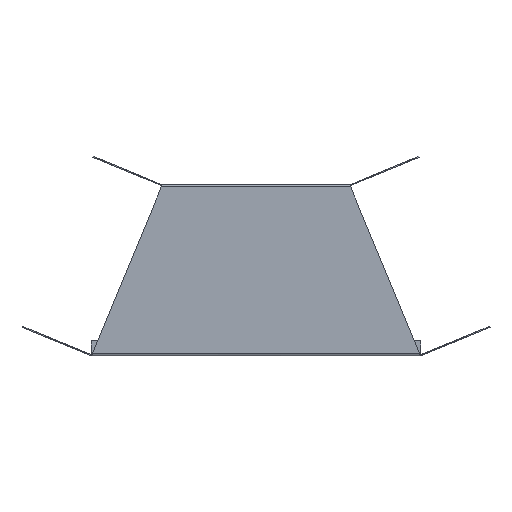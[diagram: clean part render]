
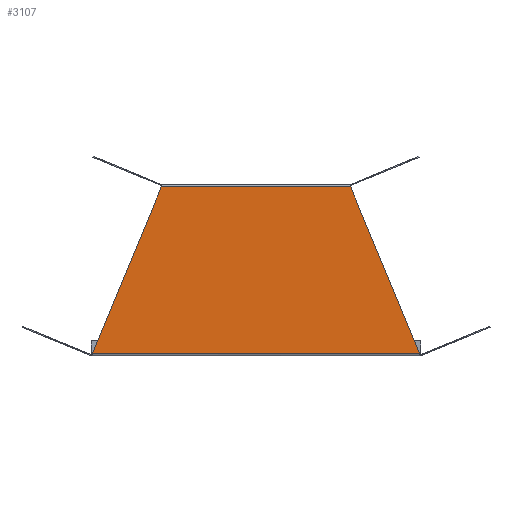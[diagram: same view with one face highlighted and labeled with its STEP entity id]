
A CAD part, front view. The second image highlights one B-rep face of the part: STEP entity #3107.
In plain terms, the highlighted planar face has unit normal (0, -1, 0).
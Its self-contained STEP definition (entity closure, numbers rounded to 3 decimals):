
#144 = CARTESIAN_POINT ( 'NONE',  ( 130.933, 0., 1.7 ) ) ;
#180 = DIRECTION ( 'NONE',  ( 0., 1., 0. ) ) ;
#302 = VECTOR ( 'NONE', #3088, 1000. ) ;
#305 = FACE_OUTER_BOUND ( 'NONE', #4046, .T. ) ;
#572 = AXIS2_PLACEMENT_3D ( 'NONE', #3281, #180, #2573 ) ;
#858 = DIRECTION ( 'NONE',  ( 0.383, 0., -0.924 ) ) ;
#945 = LINE ( 'NONE', #4728, #4696 ) ;
#1019 = ORIENTED_EDGE ( 'NONE', *, *, #4150, .T. ) ;
#1102 = CARTESIAN_POINT ( 'NONE',  ( -131.637, 0., 1.7 ) ) ;
#1181 = DIRECTION ( 'NONE',  ( 1., 0., 0. ) ) ;
#1271 = LINE ( 'NONE', #4185, #302 ) ;
#1513 = CARTESIAN_POINT ( 'NONE',  ( -75.704, 0., 135.034 ) ) ;
#1847 = EDGE_CURVE ( 'NONE', #2945, #2343, #3728, .T. ) ;
#2076 = VECTOR ( 'NONE', #1181, 1000. ) ;
#2175 = VERTEX_POINT ( 'NONE', #4210 ) ;
#2343 = VERTEX_POINT ( 'NONE', #1513 ) ;
#2414 = DIRECTION ( 'NONE',  ( 0.383, 0., 0.924 ) ) ;
#2573 = DIRECTION ( 'NONE',  ( 0., 0., 1. ) ) ;
#2753 = VECTOR ( 'NONE', #2414, 1000. ) ;
#2945 = VERTEX_POINT ( 'NONE', #4503 ) ;
#3030 = CARTESIAN_POINT ( 'NONE',  ( -131.637, 0., 0. ) ) ;
#3085 = PLANE ( 'NONE',  #572 ) ;
#3088 = DIRECTION ( 'NONE',  ( -1., 0., 0. ) ) ;
#3107 = ADVANCED_FACE ( 'NONE', ( #305 ), #3085, .F. ) ;
#3132 = EDGE_CURVE ( 'NONE', #2175, #4370, #945, .T. ) ;
#3281 = CARTESIAN_POINT ( 'NONE',  ( 0., 0., 0. ) ) ;
#3314 = EDGE_CURVE ( 'NONE', #2945, #4370, #4016, .T. ) ;
#3435 = ORIENTED_EDGE ( 'NONE', *, *, #3314, .T. ) ;
#3728 = LINE ( 'NONE', #3030, #2753 ) ;
#4016 = LINE ( 'NONE', #1102, #2076 ) ;
#4046 = EDGE_LOOP ( 'NONE', ( #1019, #4743, #3435, #4340 ) ) ;
#4150 = EDGE_CURVE ( 'NONE', #2175, #2343, #1271, .T. ) ;
#4185 = CARTESIAN_POINT ( 'NONE',  ( 75.704, 0., 135.034 ) ) ;
#4210 = CARTESIAN_POINT ( 'NONE',  ( 75.704, 0., 135.034 ) ) ;
#4340 = ORIENTED_EDGE ( 'NONE', *, *, #3132, .F. ) ;
#4370 = VERTEX_POINT ( 'NONE', #144 ) ;
#4503 = CARTESIAN_POINT ( 'NONE',  ( -130.933, 0., 1.7 ) ) ;
#4696 = VECTOR ( 'NONE', #858, 1000. ) ;
#4728 = CARTESIAN_POINT ( 'NONE',  ( 75., 0., 136.734 ) ) ;
#4743 = ORIENTED_EDGE ( 'NONE', *, *, #1847, .F. ) ;
